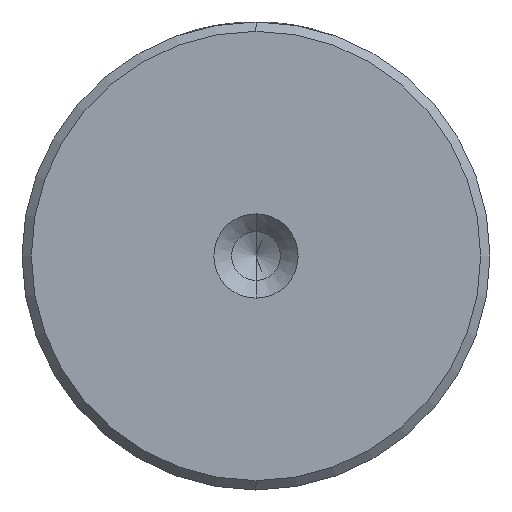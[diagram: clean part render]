
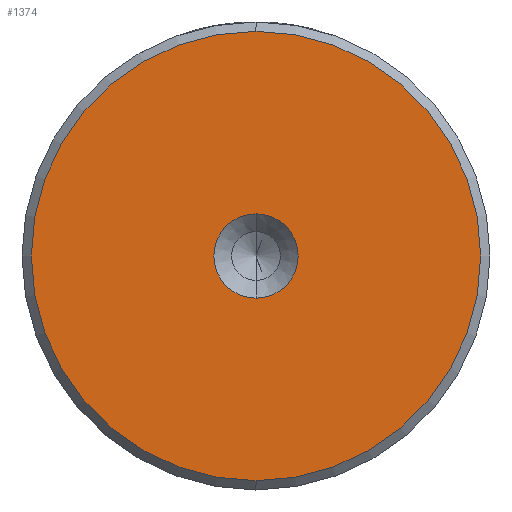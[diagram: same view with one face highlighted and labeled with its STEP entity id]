
A CAD part, left-side view. The second image highlights one B-rep face of the part: STEP entity #1374.
In plain terms, the highlighted planar face has unit normal (-1, 0, 0).
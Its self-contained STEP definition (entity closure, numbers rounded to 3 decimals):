
#85 = DIRECTION ( 'NONE',  ( -1., 0., 0. ) ) ;
#256 = EDGE_CURVE ( 'NONE', #1407, #1868, #1651, .T. ) ;
#280 = DIRECTION ( 'NONE',  ( -1., 0., 0. ) ) ;
#322 = ORIENTED_EDGE ( 'NONE', *, *, #553, .F. ) ;
#362 = CARTESIAN_POINT ( 'NONE',  ( 0., 0., 0. ) ) ;
#468 = DIRECTION ( 'NONE',  ( -1., 0., 0. ) ) ;
#553 = EDGE_CURVE ( 'NONE', #1868, #1407, #1204, .T. ) ;
#572 = DIRECTION ( 'NONE',  ( 0., 0., 1. ) ) ;
#595 = AXIS2_PLACEMENT_3D ( 'NONE', #1987, #771, #2199 ) ;
#631 = CIRCLE ( 'NONE', #901, 12. ) ;
#679 = EDGE_CURVE ( 'NONE', #2156, #1555, #2484, .T. ) ;
#732 = ORIENTED_EDGE ( 'NONE', *, *, #256, .F. ) ;
#771 = DIRECTION ( 'NONE',  ( -1., 0., 0. ) ) ;
#830 = EDGE_LOOP ( 'NONE', ( #1440, #1623 ) ) ;
#888 = CARTESIAN_POINT ( 'NONE',  ( 0., 0., 0. ) ) ;
#901 = AXIS2_PLACEMENT_3D ( 'NONE', #1512, #280, #1713 ) ;
#952 = AXIS2_PLACEMENT_3D ( 'NONE', #362, #1796, #572 ) ;
#977 = CARTESIAN_POINT ( 'NONE',  ( 0., 0., -12. ) ) ;
#1140 = EDGE_CURVE ( 'NONE', #1555, #2156, #631, .T. ) ;
#1142 = FACE_BOUND ( 'NONE', #2309, .T. ) ;
#1204 = CIRCLE ( 'NONE', #952, 2.25 ) ;
#1296 = DIRECTION ( 'NONE',  ( 0., 0., 1. ) ) ;
#1325 = CARTESIAN_POINT ( 'NONE',  ( 0., 0., 0. ) ) ;
#1374 = ADVANCED_FACE ( 'NONE', ( #1660, #1142 ), #2517, .T. ) ;
#1407 = VERTEX_POINT ( 'NONE', #2345 ) ;
#1440 = ORIENTED_EDGE ( 'NONE', *, *, #679, .T. ) ;
#1512 = CARTESIAN_POINT ( 'NONE',  ( 0., 0., 0. ) ) ;
#1530 = DIRECTION ( 'NONE',  ( 0., 0., 1. ) ) ;
#1555 = VERTEX_POINT ( 'NONE', #2579 ) ;
#1623 = ORIENTED_EDGE ( 'NONE', *, *, #1140, .T. ) ;
#1651 = CIRCLE ( 'NONE', #595, 2.25 ) ;
#1660 = FACE_OUTER_BOUND ( 'NONE', #830, .T. ) ;
#1669 = CARTESIAN_POINT ( 'NONE',  ( 0., 0., -2.25 ) ) ;
#1713 = DIRECTION ( 'NONE',  ( 0., 0., 1. ) ) ;
#1796 = DIRECTION ( 'NONE',  ( -1., 0., 0. ) ) ;
#1868 = VERTEX_POINT ( 'NONE', #1669 ) ;
#1987 = CARTESIAN_POINT ( 'NONE',  ( 0., 0., 0. ) ) ;
#2156 = VERTEX_POINT ( 'NONE', #977 ) ;
#2199 = DIRECTION ( 'NONE',  ( 0., 0., 1. ) ) ;
#2234 = AXIS2_PLACEMENT_3D ( 'NONE', #888, #468, #1296 ) ;
#2246 = AXIS2_PLACEMENT_3D ( 'NONE', #1325, #85, #1530 ) ;
#2309 = EDGE_LOOP ( 'NONE', ( #732, #322 ) ) ;
#2345 = CARTESIAN_POINT ( 'NONE',  ( 0., 0., 2.25 ) ) ;
#2484 = CIRCLE ( 'NONE', #2246, 12. ) ;
#2517 = PLANE ( 'NONE',  #2234 ) ;
#2579 = CARTESIAN_POINT ( 'NONE',  ( 0., 0., 12. ) ) ;
